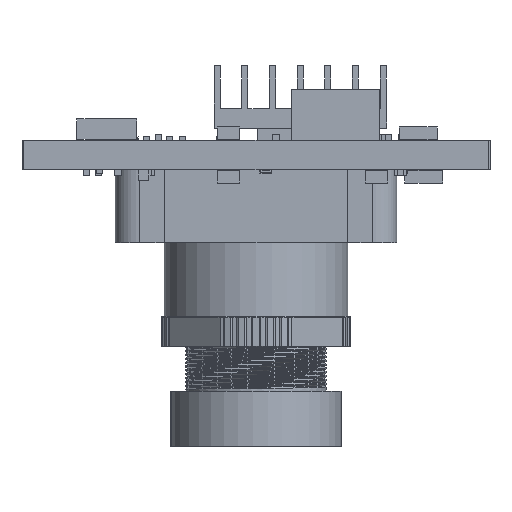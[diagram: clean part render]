
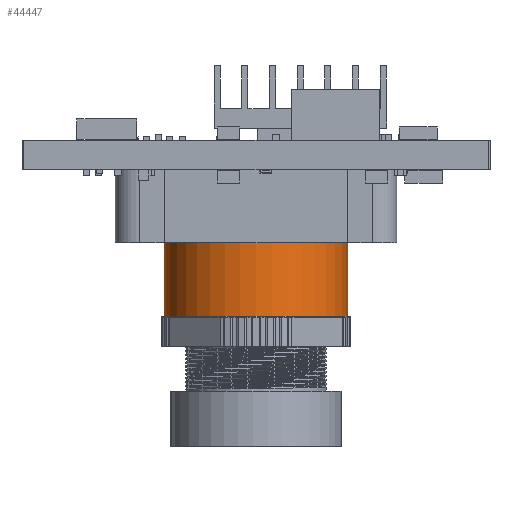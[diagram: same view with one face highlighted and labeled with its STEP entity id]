
A CAD part, front view. The second image highlights one B-rep face of the part: STEP entity #44447.
In plain terms, the highlighted cylindrical face has radius 7.5 mm (diameter 15 mm), a partial arc.
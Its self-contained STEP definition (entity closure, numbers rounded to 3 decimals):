
#576 = DIRECTION ( 'NONE',  ( -1., 0., 0. ) ) ;
#757 = AXIS2_PLACEMENT_3D ( 'NONE', #69721, #63159, #11181 ) ;
#7041 = ORIENTED_EDGE ( 'NONE', *, *, #48364, .T. ) ;
#7364 = VERTEX_POINT ( 'NONE', #95932 ) ;
#7560 = CARTESIAN_POINT ( 'NONE',  ( 0., 0., -14.382 ) ) ;
#10408 = DIRECTION ( 'NONE',  ( 0., 0., 1. ) ) ;
#10984 = EDGE_CURVE ( 'NONE', #41199, #90534, #57198, .T. ) ;
#11026 = CARTESIAN_POINT ( 'NONE',  ( 7.5, 0., -14.382 ) ) ;
#11181 = DIRECTION ( 'NONE',  ( -1., 0., 0. ) ) ;
#12165 = EDGE_CURVE ( 'NONE', #90534, #7364, #18713, .T. ) ;
#12536 = ORIENTED_EDGE ( 'NONE', *, *, #10984, .F. ) ;
#14881 = AXIS2_PLACEMENT_3D ( 'NONE', #42484, #76228, #576 ) ;
#16390 = DIRECTION ( 'NONE',  ( 1., 0., 0. ) ) ;
#17141 = CARTESIAN_POINT ( 'NONE',  ( 0., -7.5, -8.382 ) ) ;
#18713 = LINE ( 'NONE', #51850, #105593 ) ;
#23689 = CIRCLE ( 'NONE', #14881, 7.5 ) ;
#25116 = ORIENTED_EDGE ( 'NONE', *, *, #12165, .F. ) ;
#26742 = AXIS2_PLACEMENT_3D ( 'NONE', #7560, #91871, #16390 ) ;
#28738 = EDGE_CURVE ( 'NONE', #48284, #7364, #23689, .T. ) ;
#33246 = CIRCLE ( 'NONE', #38527, 7.5 ) ;
#36438 = DIRECTION ( 'NONE',  ( 0., 0., 1. ) ) ;
#38527 = AXIS2_PLACEMENT_3D ( 'NONE', #48744, #65894, #90578 ) ;
#40273 = VECTOR ( 'NONE', #36438, 1000. ) ;
#41199 = VERTEX_POINT ( 'NONE', #87647 ) ;
#42484 = CARTESIAN_POINT ( 'NONE',  ( 0., 0., -8.382 ) ) ;
#44447 = ADVANCED_FACE ( 'NONE', ( #60031 ), #99595, .T. ) ;
#47809 = CARTESIAN_POINT ( 'NONE',  ( -7.5, 0., -14.382 ) ) ;
#48284 = VERTEX_POINT ( 'NONE', #17141 ) ;
#48364 = EDGE_CURVE ( 'NONE', #41199, #49125, #86609, .T. ) ;
#48744 = CARTESIAN_POINT ( 'NONE',  ( 0., 0., -8.382 ) ) ;
#49125 = VERTEX_POINT ( 'NONE', #91174 ) ;
#51850 = CARTESIAN_POINT ( 'NONE',  ( -7.5, 0., -14.382 ) ) ;
#57198 = CIRCLE ( 'NONE', #757, 7.5 ) ;
#60031 = FACE_OUTER_BOUND ( 'NONE', #76217, .T. ) ;
#63159 = DIRECTION ( 'NONE',  ( 0., 0., -1. ) ) ;
#65894 = DIRECTION ( 'NONE',  ( 0., 0., -1. ) ) ;
#69721 = CARTESIAN_POINT ( 'NONE',  ( 0., 0., -14.382 ) ) ;
#71286 = ORIENTED_EDGE ( 'NONE', *, *, #103845, .T. ) ;
#76217 = EDGE_LOOP ( 'NONE', ( #25116, #12536, #7041, #71286, #85065 ) ) ;
#76228 = DIRECTION ( 'NONE',  ( 0., 0., -1. ) ) ;
#85065 = ORIENTED_EDGE ( 'NONE', *, *, #28738, .T. ) ;
#86609 = LINE ( 'NONE', #11026, #40273 ) ;
#87647 = CARTESIAN_POINT ( 'NONE',  ( 7.5, 0., -14.382 ) ) ;
#90534 = VERTEX_POINT ( 'NONE', #47809 ) ;
#90578 = DIRECTION ( 'NONE',  ( -1., 0., 0. ) ) ;
#91174 = CARTESIAN_POINT ( 'NONE',  ( 7.5, 0., -8.382 ) ) ;
#91871 = DIRECTION ( 'NONE',  ( 0., 0., 1. ) ) ;
#95932 = CARTESIAN_POINT ( 'NONE',  ( -7.5, 0., -8.382 ) ) ;
#99595 = CYLINDRICAL_SURFACE ( 'NONE', #26742, 7.5 ) ;
#103845 = EDGE_CURVE ( 'NONE', #49125, #48284, #33246, .T. ) ;
#105593 = VECTOR ( 'NONE', #10408, 1000. ) ;
